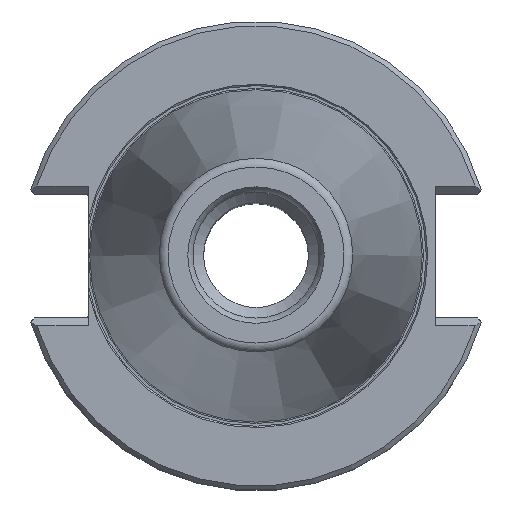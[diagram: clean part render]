
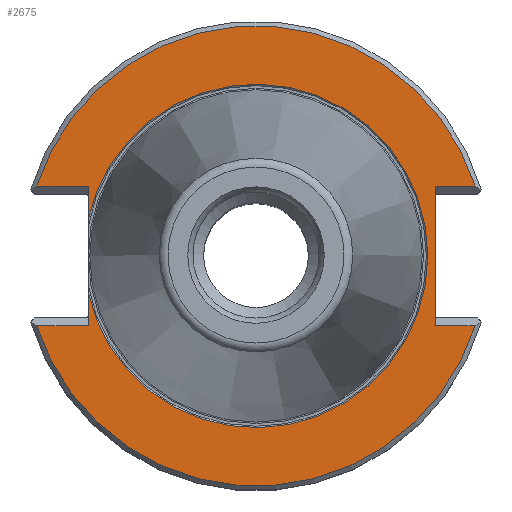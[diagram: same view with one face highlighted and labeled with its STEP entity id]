
A CAD part, top view. The second image highlights one B-rep face of the part: STEP entity #2675.
In plain terms, the highlighted planar face has unit normal (0, 0, 1).
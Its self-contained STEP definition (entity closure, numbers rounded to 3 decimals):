
#37=LINE('',#3713,#136);
#39=LINE('',#3727,#138);
#51=LINE('',#3765,#150);
#60=LINE('',#3798,#159);
#63=LINE('',#3808,#162);
#64=LINE('',#3813,#163);
#65=LINE('',#3814,#164);
#136=VECTOR('',#3099,1000.);
#138=VECTOR('',#3101,1000.);
#150=VECTOR('',#3135,1000.);
#159=VECTOR('',#3168,1000.);
#162=VECTOR('',#3177,1000.);
#163=VECTOR('',#3182,1000.);
#164=VECTOR('',#3183,1000.);
#406=ORIENTED_EDGE('',*,*,#880,.F.);
#407=ORIENTED_EDGE('',*,*,#839,.F.);
#408=ORIENTED_EDGE('',*,*,#881,.F.);
#409=ORIENTED_EDGE('',*,*,#835,.F.);
#410=ORIENTED_EDGE('',*,*,#875,.T.);
#411=ORIENTED_EDGE('',*,*,#882,.T.);
#412=ORIENTED_EDGE('',*,*,#883,.T.);
#413=ORIENTED_EDGE('',*,*,#858,.F.);
#414=ORIENTED_EDGE('',*,*,#884,.F.);
#415=ORIENTED_EDGE('',*,*,#885,.T.);
#835=EDGE_CURVE('',#1082,#1084,#37,.T.);
#839=EDGE_CURVE('',#1087,#1088,#39,.T.);
#858=EDGE_CURVE('',#1102,#1103,#51,.T.);
#875=EDGE_CURVE('',#1082,#1115,#60,.T.);
#880=EDGE_CURVE('',#1088,#1119,#63,.T.);
#881=EDGE_CURVE('',#1084,#1087,#1270,.T.);
#882=EDGE_CURVE('',#1115,#1120,#1271,.T.);
#883=EDGE_CURVE('',#1120,#1103,#64,.T.);
#884=EDGE_CURVE('',#1121,#1102,#65,.T.);
#885=EDGE_CURVE('',#1121,#1119,#1272,.T.);
#1082=VERTEX_POINT('',#3711);
#1084=VERTEX_POINT('',#3714);
#1087=VERTEX_POINT('',#3726);
#1088=VERTEX_POINT('',#3728);
#1102=VERTEX_POINT('',#3764);
#1103=VERTEX_POINT('',#3766);
#1115=VERTEX_POINT('',#3799);
#1119=VERTEX_POINT('',#3809);
#1120=VERTEX_POINT('',#3812);
#1121=VERTEX_POINT('',#3815);
#1270=CIRCLE('',#2836,36.);
#1271=CIRCLE('',#2837,48.215);
#1272=CIRCLE('',#2838,48.215);
#1394=EDGE_LOOP('',(#406,#407,#408,#409,#410,#411,#412,#413,#414,#415));
#1575=FACE_BOUND('',#1394,.T.);
#1740=PLANE('',#2835);
#2675=ADVANCED_FACE('',(#1575),#1740,.T.);
#2835=AXIS2_PLACEMENT_3D('',#3807,#3175,#3176);
#2836=AXIS2_PLACEMENT_3D('',#3810,#3178,#3179);
#2837=AXIS2_PLACEMENT_3D('',#3811,#3180,#3181);
#2838=AXIS2_PLACEMENT_3D('',#3816,#3184,#3185);
#3099=DIRECTION('',(0.,1.,0.));
#3101=DIRECTION('',(0.,1.,0.));
#3135=DIRECTION('',(0.,-1.,0.));
#3168=DIRECTION('',(-1.,0.,0.));
#3175=DIRECTION('',(0.,0.,1.));
#3176=DIRECTION('',(1.,0.,0.));
#3177=DIRECTION('',(-1.,0.,0.));
#3178=DIRECTION('',(0.,0.,1.));
#3179=DIRECTION('',(1.,0.,0.));
#3180=DIRECTION('',(0.,0.,1.));
#3181=DIRECTION('',(1.,0.,0.));
#3182=DIRECTION('',(-1.,0.,0.));
#3183=DIRECTION('',(-1.,0.,0.));
#3184=DIRECTION('',(0.,0.,1.));
#3185=DIRECTION('',(1.,0.,0.));
#3711=CARTESIAN_POINT('',(-35.16,-14.655,-1.5));
#3713=CARTESIAN_POINT('',(-35.16,12.955,-1.5));
#3714=CARTESIAN_POINT('',(-35.16,-7.731,-1.5));
#3726=CARTESIAN_POINT('',(-35.16,7.731,-1.5));
#3727=CARTESIAN_POINT('',(-35.16,12.955,-1.5));
#3728=CARTESIAN_POINT('',(-35.16,14.655,-1.5));
#3764=CARTESIAN_POINT('',(37.57,14.655,-1.5));
#3765=CARTESIAN_POINT('',(37.57,-12.955,-1.5));
#3766=CARTESIAN_POINT('',(37.57,-14.655,-1.5));
#3798=CARTESIAN_POINT('',(-228.637,-14.655,-1.5));
#3799=CARTESIAN_POINT('',(-45.934,-14.655,-1.5));
#3807=CARTESIAN_POINT('',(0.,35.144,-1.5));
#3808=CARTESIAN_POINT('',(-228.637,14.655,-1.5));
#3809=CARTESIAN_POINT('',(-45.934,14.655,-1.5));
#3810=CARTESIAN_POINT('',(0.,0.,-1.5));
#3811=CARTESIAN_POINT('',(0.,0.,-1.5));
#3812=CARTESIAN_POINT('',(45.934,-14.655,-1.5));
#3813=CARTESIAN_POINT('',(231.047,-14.655,-1.5));
#3814=CARTESIAN_POINT('',(231.047,14.655,-1.5));
#3815=CARTESIAN_POINT('',(45.934,14.655,-1.5));
#3816=CARTESIAN_POINT('',(0.,0.,-1.5));
